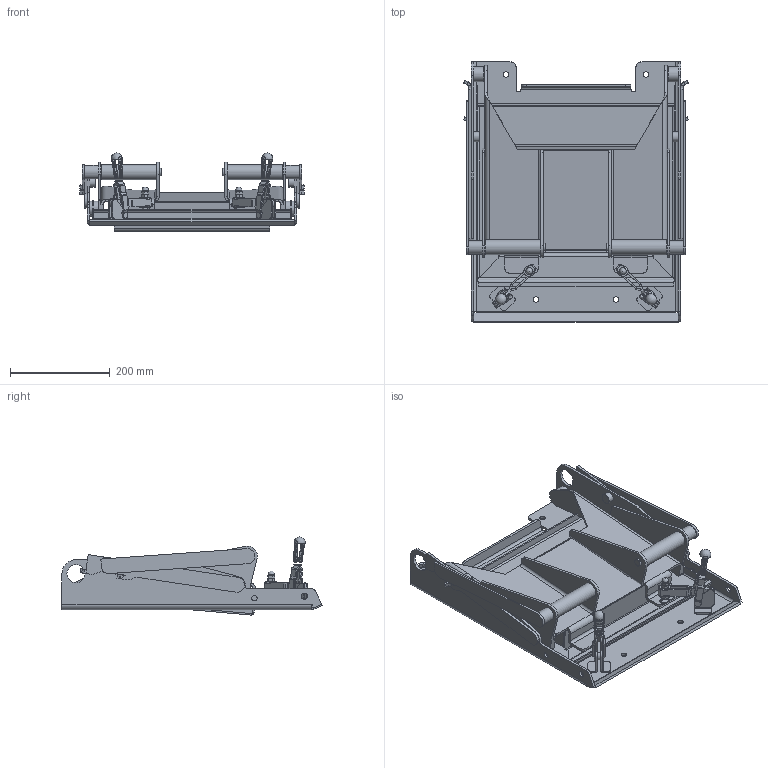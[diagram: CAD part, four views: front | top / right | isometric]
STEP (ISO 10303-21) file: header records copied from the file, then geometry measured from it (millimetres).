
FILE_DESCRIPTION(/* description */ (''),/* implementation_level */ '2;1');
FILE_NAME(/* name */ 'E0153523 (closed).stp',/* time_stamp */ '2022-06-30T14:24:21+02:00',/* author */ ('tt'),/* organization */ (''),/* preprocessor_version */ 'ST-DEVELOPER v18.1',/* originating_system */ 'Autodesk Inventor 2021',/* authorisation */ '');
FILE_SCHEMA (('AUTOMOTIVE_DESIGN { 1 0 10303 214 3 1 1 }'));
Length unit declared in the file: millimetre
Products named in the file (1): E0153565
Bounding box: 449.73 x 520.34 x 156.14 mm (x, y, z)
Volume: 3247731.5 mm3; surface area: 1504578 mm2
Topology: 3 solids, 3 shells, 1390 faces, 3723 edges, 2349 vertices
Faces by surface type: plane 856, cylinder 410, cone 86, bspline 28, sphere 8, torus 2
Full cylindrical faces by diameter (mm): 8 x2, 10.917 x2, 11 x4, 12.5 x4, 15 x2, 17 x2, 18 x2, 20 x4, 27 x4, 30 x4, 36 x2
Entity records: 46772 total; most frequent: CARTESIAN_POINT 10675, ORIENTED_EDGE 7434, DIRECTION 7092, EDGE_CURVE 3717, AXIS2_PLACEMENT_3D 2441, VERTEX_POINT 2349, LINE 2210, VECTOR 2210
